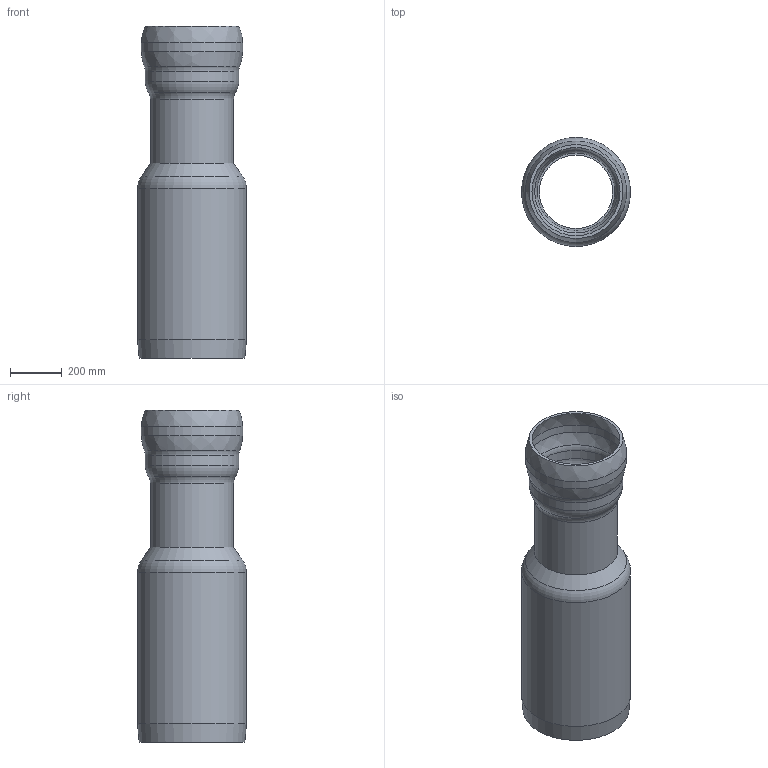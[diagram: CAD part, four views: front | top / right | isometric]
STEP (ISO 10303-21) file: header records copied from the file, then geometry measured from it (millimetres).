
FILE_DESCRIPTION(/* description */ (''),/* implementation_level */ '2;1');
FILE_NAME(/* name */ '00603.LA0X_3D.stp',/* time_stamp */ '2024-12-11T12:58:50+01:00',/* author */ ('CAD'),/* organization */ (''),/* preprocessor_version */ 'ST-DEVELOPER v20',/* originating_system */ 'AutoCAD Mechanical',/* authorisation */ '');
FILE_SCHEMA (('AUTOMOTIVE_DESIGN { 1 0 10303 214 3 1 1 }'));
Length unit declared in the file: centimetre
Products named in the file (1): Product
Bounding box: 420 x 420 x 1280 mm (x, y, z)
Volume: 20041678.7 mm3; surface area: 3108593.8 mm2
Topology: 2 solids, 2 shells, 28 faces, 66 edges, 42 vertices
Faces by surface type: torus 8, cone 6, cylinder 6, bspline 4, plane 4
Full cylindrical faces by diameter (mm): 300 x1, 320 x1, 340 x1, 360 x1, 390 x1, 420 x1
Entity records: 954 total; most frequent: CARTESIAN_POINT 241, DIRECTION 170, ORIENTED_EDGE 132, AXIS2_PLACEMENT_3D 79, EDGE_CURVE 66, CIRCLE 54, VERTEX_POINT 42, EDGE_LOOP 32
